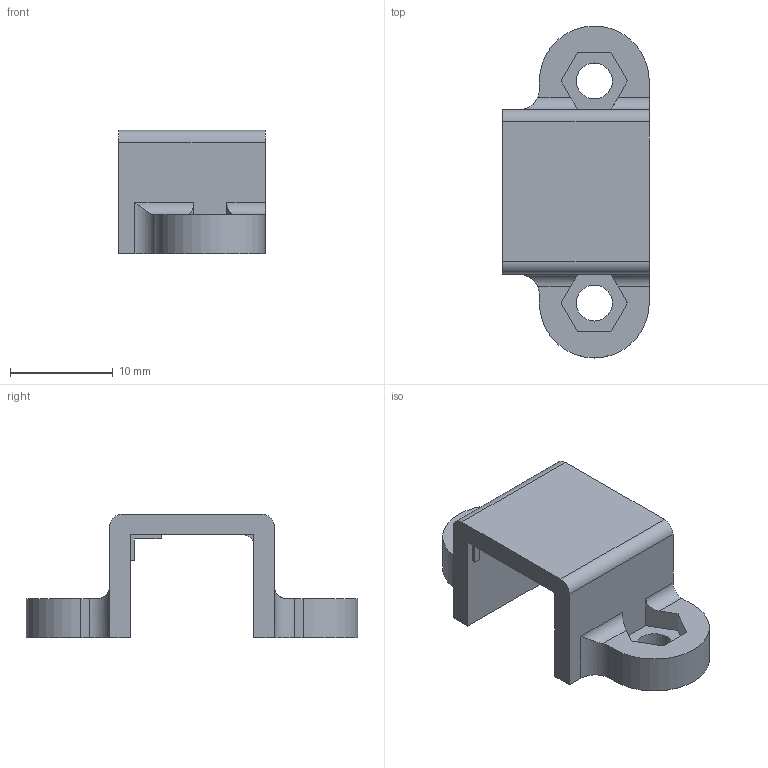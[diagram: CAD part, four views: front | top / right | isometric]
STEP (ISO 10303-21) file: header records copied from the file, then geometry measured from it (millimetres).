
FILE_DESCRIPTION(/* description */ (''),/* implementation_level */ '2;1');
FILE_NAME(/* name */ 'uchwyt_na_silnik.stp',/* time_stamp */ '2023-01-12T13:27:53+01:00',/* author */ ('komputer'),/* organization */ (''),/* preprocessor_version */ 'ST-DEVELOPER v18.1',/* originating_system */ 'Autodesk Inventor 2022',/* authorisation */ '');
FILE_SCHEMA (('AUTOMOTIVE_DESIGN { 1 0 10303 214 3 1 1 }'));
Length unit declared in the file: millimetre
Products named in the file (1): uchwyt
Bounding box: 14.25 x 32.29 x 12 mm (x, y, z)
Volume: 1461.6 mm3; surface area: 1672.6 mm2
Topology: 1 solids, 1 shells, 54 faces, 156 edges, 104 vertices
Faces by surface type: plane 40, cylinder 14
Full cylindrical faces by diameter (mm): 3.5 x2
Entity records: 1831 total; most frequent: CARTESIAN_POINT 333, ORIENTED_EDGE 312, DIRECTION 290, EDGE_CURVE 156, LINE 128, VECTOR 128, VERTEX_POINT 104, AXIS2_PLACEMENT_3D 81
